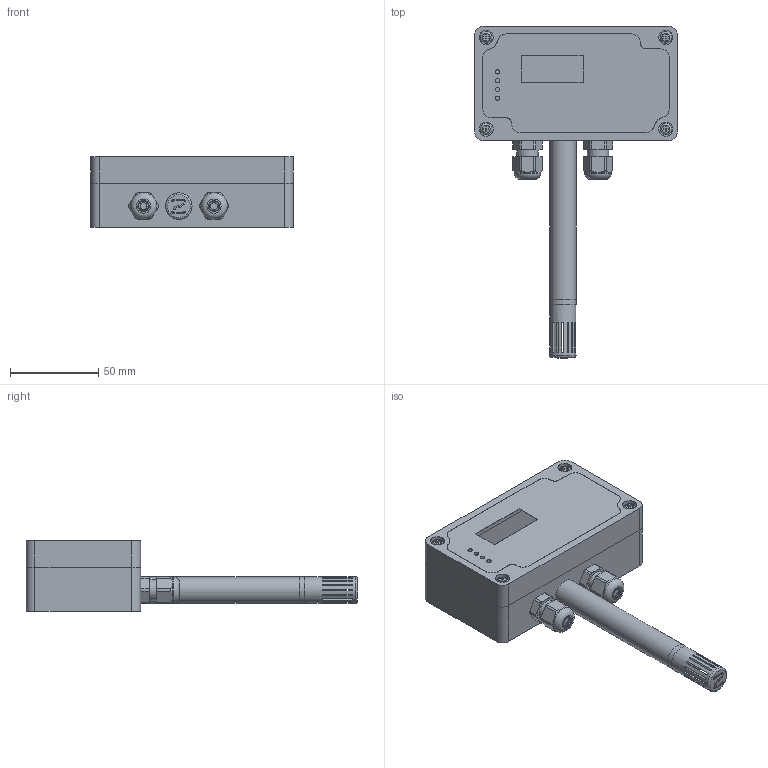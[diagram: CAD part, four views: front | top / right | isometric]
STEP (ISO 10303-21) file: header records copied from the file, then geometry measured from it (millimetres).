
FILE_DESCRIPTION(/* description */ (''),/* implementation_level */ '2;1');
FILE_NAME(/* name */ 'Mi-xxxWZxx.step',/* time_stamp */ '2021-07-20T10:38:05+02:00',/* author */ (''),/* organization */ (''),/* preprocessor_version */ 'ST-DEVELOPER v18.1',/* originating_system */ 'Autodesk Translation Framework v10.9.0.1377',/* authorisation */ '');
FILE_SCHEMA (('AUTOMOTIVE_DESIGN { 1 0 10303 214 3 1 1 }'));
Length unit declared in the file: millimetre
Products named in the file (6): Mi-xxxWZxx; M12_dlawnica; sruba_M4; Tuleja_WZ; G1/4_PG7_prostokat; Filtr_R3
Assembly tree (9 placements, depth 3):
  Mi-xxxWZxx
    M12_dlawnica  x2
    sruba_M4  x4
    Tuleja_WZ
      G1/4_PG7_prostokat
      Filtr_R3
Bounding box: 115 x 188.3 x 40 mm (x, y, z)
Volume: 92190.8 mm3; surface area: 80496.6 mm2
Topology: 15 solids, 15 shells, 504 faces, 1322 edges, 867 vertices
Faces by surface type: plane 264, cylinder 167, cone 32, bspline 24, torus 17
Full cylindrical faces by diameter (mm): 2.5 x4, 4 x14, 5 x2, 5.5 x2, 6.5 x4, 8 x9, 9.957 x2, 10 x3, 10.526 x5, 11.08 x4, 11.445 x5, 12 x5, 12.203 x5, 12.3 x5, 15 x5
Entity records: 18855 total; most frequent: CARTESIAN_POINT 8829, ORIENTED_EDGE 2102, DIRECTION 1993, EDGE_CURVE 1051, AXIS2_PLACEMENT_3D 709, VERTEX_POINT 694, LINE 575, VECTOR 575
